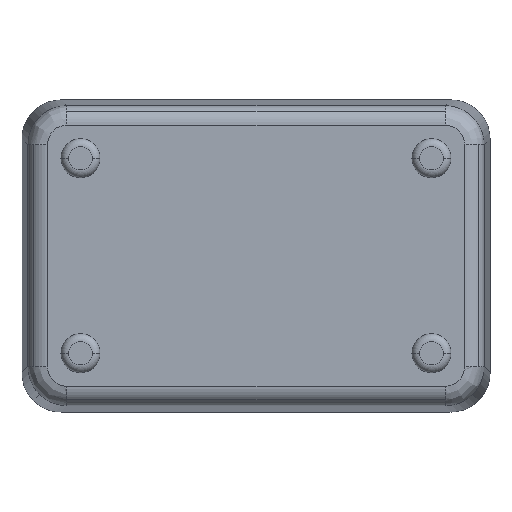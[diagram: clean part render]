
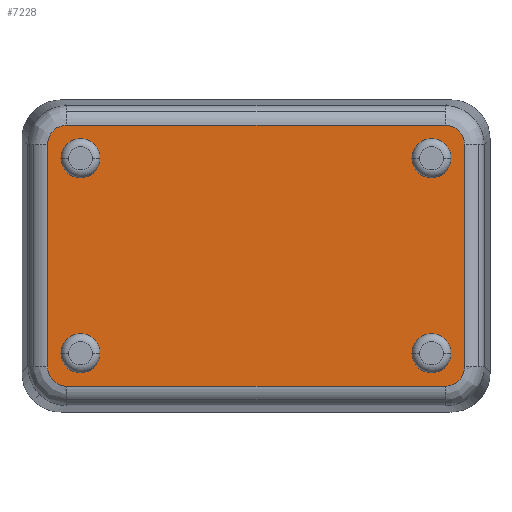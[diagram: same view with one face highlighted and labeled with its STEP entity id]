
A CAD part, top view. The second image highlights one B-rep face of the part: STEP entity #7228.
In plain terms, the highlighted planar face has unit normal (0, 0, 1).
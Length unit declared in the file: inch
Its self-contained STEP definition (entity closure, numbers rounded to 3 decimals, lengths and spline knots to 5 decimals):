
#110=CARTESIAN_POINT('',(1.33668,0.7118,0.5));
#111=VERTEX_POINT('',#110);
#119=CARTESIAN_POINT('',(1.33668,-0.7118,0.5));
#120=VERTEX_POINT('',#119);
#121=CARTESIAN_POINT('',(1.33668,0.7118,0.5));
#122=DIRECTION('',(0.0,-1.0,0.0));
#123=VECTOR('',#122,1.42359);
#124=LINE('',#121,#123);
#125=EDGE_CURVE('',#111,#120,#124,.T.);
#152=CARTESIAN_POINT('',(-1.2118,0.83668,0.5));
#153=VERTEX_POINT('',#152);
#161=CARTESIAN_POINT('',(1.2118,0.83668,0.5));
#162=VERTEX_POINT('',#161);
#163=CARTESIAN_POINT('',(-1.2118,0.83668,0.5));
#164=DIRECTION('',(1.0,0.0,0.0));
#165=VECTOR('',#164,2.42359);
#166=LINE('',#163,#165);
#167=EDGE_CURVE('',#153,#162,#166,.T.);
#194=CARTESIAN_POINT('',(-1.33668,-0.7118,0.5));
#195=VERTEX_POINT('',#194);
#203=CARTESIAN_POINT('',(-1.33668,0.7118,0.5));
#204=VERTEX_POINT('',#203);
#205=CARTESIAN_POINT('',(-1.33668,-0.7118,0.5));
#206=DIRECTION('',(0.0,1.0,0.0));
#207=VECTOR('',#206,1.42359);
#208=LINE('',#205,#207);
#209=EDGE_CURVE('',#195,#204,#208,.T.);
#278=CARTESIAN_POINT('',(1.2118,-0.83668,0.5));
#279=VERTEX_POINT('',#278);
#287=CARTESIAN_POINT('',(-1.2118,-0.83668,0.5));
#288=VERTEX_POINT('',#287);
#289=CARTESIAN_POINT('',(1.2118,-0.83668,0.5));
#290=DIRECTION('',(-1.0,0.0,0.0));
#291=VECTOR('',#290,2.42359);
#292=LINE('',#289,#291);
#293=EDGE_CURVE('',#279,#288,#292,.T.);
#900=CARTESIAN_POINT('',(1.,0.625,0.5));
#901=VERTEX_POINT('',#900);
#918=CARTESIAN_POINT('',(1.25,0.625,0.5));
#919=VERTEX_POINT('',#918);
#927=CARTESIAN_POINT('',(1.125,0.625,0.5));
#928=DIRECTION('',(0.0,0.0,-1.0));
#929=DIRECTION('',(-1.0,0.0,0.0));
#930=AXIS2_PLACEMENT_3D('',#927,#928,#929);
#931=CIRCLE('',#930,0.125);
#932=EDGE_CURVE('',#901,#919,#931,.T.);
#1362=CARTESIAN_POINT('',(-1.,0.625,0.5));
#1363=VERTEX_POINT('',#1362);
#1373=CARTESIAN_POINT('',(-1.25,0.625,0.5));
#1374=VERTEX_POINT('',#1373);
#1375=CARTESIAN_POINT('',(-1.125,0.625,0.5));
#1376=DIRECTION('',(0.0,0.0,-1.0));
#1377=DIRECTION('',(1.0,0.0,0.0));
#1378=AXIS2_PLACEMENT_3D('',#1375,#1376,#1377);
#1379=CIRCLE('',#1378,0.125);
#1380=EDGE_CURVE('',#1374,#1363,#1379,.T.);
#1826=CARTESIAN_POINT('',(1.25,-0.625,0.5));
#1827=VERTEX_POINT('',#1826);
#1837=CARTESIAN_POINT('',(1.,-0.625,0.5));
#1838=VERTEX_POINT('',#1837);
#1839=CARTESIAN_POINT('',(1.125,-0.625,0.5));
#1840=DIRECTION('',(0.0,0.0,-1.0));
#1841=DIRECTION('',(-1.0,0.0,0.0));
#1842=AXIS2_PLACEMENT_3D('',#1839,#1840,#1841);
#1843=CIRCLE('',#1842,0.125);
#1844=EDGE_CURVE('',#1838,#1827,#1843,.T.);
#2292=CARTESIAN_POINT('',(-1.25,-0.625,0.5));
#2293=VERTEX_POINT('',#2292);
#2310=CARTESIAN_POINT('',(-1.,-0.625,0.5));
#2311=VERTEX_POINT('',#2310);
#2319=CARTESIAN_POINT('',(-1.125,-0.625,0.5));
#2320=DIRECTION('',(0.0,0.0,-1.0));
#2321=DIRECTION('',(1.0,0.0,0.0));
#2322=AXIS2_PLACEMENT_3D('',#2319,#2320,#2321);
#2323=CIRCLE('',#2322,0.125);
#2324=EDGE_CURVE('',#2293,#2311,#2323,.T.);
#3333=CARTESIAN_POINT('',(-1.125,-0.625,0.5));
#3334=DIRECTION('',(0.0,0.0,-1.0));
#3335=DIRECTION('',(1.0,0.0,0.0));
#3336=AXIS2_PLACEMENT_3D('',#3333,#3334,#3335);
#3337=CIRCLE('',#3336,0.125);
#3338=EDGE_CURVE('',#2311,#2293,#3337,.T.);
#4189=CARTESIAN_POINT('',(1.125,-0.625,0.5));
#4190=DIRECTION('',(0.0,0.0,-1.0));
#4191=DIRECTION('',(-1.0,0.0,0.0));
#4192=AXIS2_PLACEMENT_3D('',#4189,#4190,#4191);
#4193=CIRCLE('',#4192,0.125);
#4194=EDGE_CURVE('',#1827,#1838,#4193,.T.);
#4953=CARTESIAN_POINT('',(-1.125,0.625,0.5));
#4954=DIRECTION('',(0.0,0.0,-1.0));
#4955=DIRECTION('',(1.0,0.0,0.0));
#4956=AXIS2_PLACEMENT_3D('',#4953,#4954,#4955);
#4957=CIRCLE('',#4956,0.125);
#4958=EDGE_CURVE('',#1363,#1374,#4957,.T.);
#5799=CARTESIAN_POINT('',(1.125,0.625,0.5));
#5800=DIRECTION('',(0.0,0.0,-1.0));
#5801=DIRECTION('',(-1.0,0.0,0.0));
#5802=AXIS2_PLACEMENT_3D('',#5799,#5800,#5801);
#5803=CIRCLE('',#5802,0.125);
#5804=EDGE_CURVE('',#919,#901,#5803,.T.);
#6723=CARTESIAN_POINT('',(1.21156,-0.71156,0.5));
#6724=DIRECTION('',(0.0,0.0,-1.));
#6725=DIRECTION('',(0.707,-0.707,0.0));
#6726=AXIS2_PLACEMENT_3D('',#6723,#6724,#6725);
#6727=ELLIPSE('',#6726,0.12524,0.125);
#6728=EDGE_CURVE('',#120,#279,#6727,.T.);
#6835=CARTESIAN_POINT('',(1.21156,0.71156,0.5));
#6836=DIRECTION('',(0.0,0.0,-1.0));
#6837=DIRECTION('',(0.707,0.707,0.0));
#6838=AXIS2_PLACEMENT_3D('',#6835,#6836,#6837);
#6839=ELLIPSE('',#6838,0.12524,0.125);
#6840=EDGE_CURVE('',#162,#111,#6839,.T.);
#6947=CARTESIAN_POINT('',(-1.21156,-0.71156,0.5));
#6948=DIRECTION('',(0.0,0.0,-1.0));
#6949=DIRECTION('',(-0.707,-0.707,0.0));
#6950=AXIS2_PLACEMENT_3D('',#6947,#6948,#6949);
#6951=ELLIPSE('',#6950,0.12524,0.125);
#6952=EDGE_CURVE('',#288,#195,#6951,.T.);
#7076=CARTESIAN_POINT('',(-1.21156,0.71156,0.5));
#7077=DIRECTION('',(0.0,0.0,-1.0));
#7078=DIRECTION('',(-0.707,0.707,0.0));
#7079=AXIS2_PLACEMENT_3D('',#7076,#7077,#7078);
#7080=ELLIPSE('',#7079,0.12524,0.125);
#7081=EDGE_CURVE('',#204,#153,#7080,.T.);
#7197=CARTESIAN_POINT('',(0.0,0.0,0.5));
#7198=DIRECTION('',(0.0,0.0,1.0));
#7199=DIRECTION('',(1.0,0.0,0.0));
#7200=AXIS2_PLACEMENT_3D('',#7197,#7198,#7199);
#7201=PLANE('',#7200);
#7202=ORIENTED_EDGE('',*,*,#7081,.F.);
#7203=ORIENTED_EDGE('',*,*,#209,.F.);
#7204=ORIENTED_EDGE('',*,*,#6952,.F.);
#7205=ORIENTED_EDGE('',*,*,#293,.F.);
#7206=ORIENTED_EDGE('',*,*,#6728,.F.);
#7207=ORIENTED_EDGE('',*,*,#125,.F.);
#7208=ORIENTED_EDGE('',*,*,#6840,.F.);
#7209=ORIENTED_EDGE('',*,*,#167,.F.);
#7210=EDGE_LOOP('',(#7202,#7203,#7204,#7205,#7206,#7207,#7208,#7209));
#7211=FACE_OUTER_BOUND('',#7210,.T.);
#7212=ORIENTED_EDGE('',*,*,#2324,.T.);
#7213=ORIENTED_EDGE('',*,*,#3338,.T.);
#7214=EDGE_LOOP('',(#7212,#7213));
#7215=FACE_BOUND('',#7214,.T.);
#7216=ORIENTED_EDGE('',*,*,#4194,.T.);
#7217=ORIENTED_EDGE('',*,*,#1844,.T.);
#7218=EDGE_LOOP('',(#7216,#7217));
#7219=FACE_BOUND('',#7218,.T.);
#7220=ORIENTED_EDGE('',*,*,#1380,.T.);
#7221=ORIENTED_EDGE('',*,*,#4958,.T.);
#7222=EDGE_LOOP('',(#7220,#7221));
#7223=FACE_BOUND('',#7222,.T.);
#7224=ORIENTED_EDGE('',*,*,#5804,.T.);
#7225=ORIENTED_EDGE('',*,*,#932,.T.);
#7226=EDGE_LOOP('',(#7224,#7225));
#7227=FACE_BOUND('',#7226,.T.);
#7228=ADVANCED_FACE('',(#7211,#7215,#7219,#7223,#7227),#7201,.T.);
